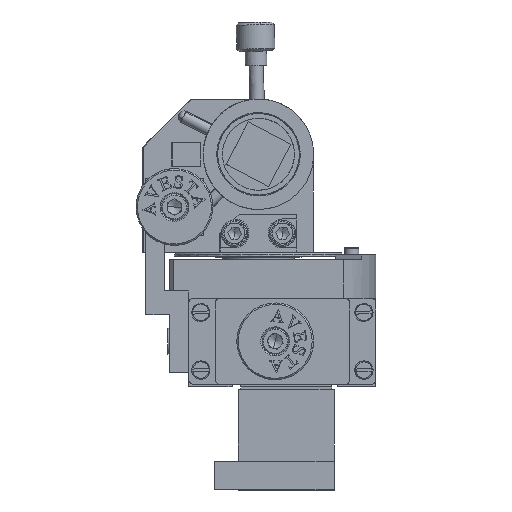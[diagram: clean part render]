
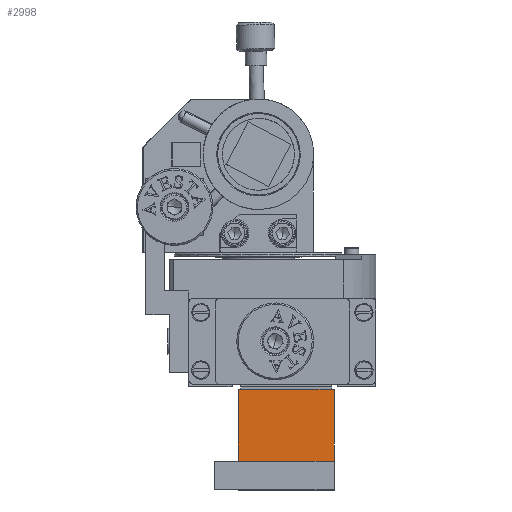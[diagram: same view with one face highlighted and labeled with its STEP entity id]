
A CAD part, front view. The second image highlights one B-rep face of the part: STEP entity #2998.
In plain terms, the highlighted free-form (B-spline) face has degree [1, 1] with [2, 2] control points.
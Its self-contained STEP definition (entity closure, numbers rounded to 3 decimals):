
#1050=B_SPLINE_SURFACE_WITH_KNOTS('',1,1,((#75260,#75261),(#75262,#75263)),
 .UNSPECIFIED.,.F.,.F.,.F.,(2,2),(2,2),(-2.22,23.22),(9.78,71.22),
 .UNSPECIFIED.);
#1052=B_SPLINE_SURFACE_WITH_KNOTS('',1,1,((#75268,#75269),(#75270,#75271)),
 .UNSPECIFIED.,.F.,.F.,.F.,(2,2),(2,2),(-12.12,12.12),(-12.62,
17.62),.UNSPECIFIED.);
#1059=B_SPLINE_SURFACE_WITH_KNOTS('',1,1,((#75512,#75513),(#75514,#75515)),
 .UNSPECIFIED.,.F.,.F.,.F.,(2,2),(2,2),(-2.12,22.12),(-1.62,
16.62),.UNSPECIFIED.);
#1064=B_SPLINE_SURFACE_WITH_KNOTS('',1,1,((#75532,#75533),(#75534,#75535)),
 .UNSPECIFIED.,.F.,.F.,.F.,(2,2),(2,2),(-23.22,2.22),(-72.72,6.72),
 .UNSPECIFIED.);
#1065=B_SPLINE_SURFACE_WITH_KNOTS('',1,1,((#75536,#75537),(#75538,#75539)),
 .UNSPECIFIED.,.F.,.F.,.F.,(2,2),(2,2),(-16.72,26.72),(-12.12,
12.12),.UNSPECIFIED.);
#2998=ADVANCED_FACE('',(#4486),#1059,.T.);
#4486=FACE_OUTER_BOUND('',#6142,.T.);
#6142=EDGE_LOOP('',(#13296,#13297,#13298,#13299));
#13296=ORIENTED_EDGE('',*,*,#48276,.T.);
#13297=ORIENTED_EDGE('',*,*,#48277,.T.);
#13298=ORIENTED_EDGE('',*,*,#48226,.F.);
#13299=ORIENTED_EDGE('',*,*,#48238,.F.);
#21254=PCURVE('',#1050,#29332);
#21270=PCURVE('',#1052,#29348);
#21374=PCURVE('',#1059,#29452);
#21375=PCURVE('',#1059,#29453);
#21376=PCURVE('',#1059,#29454);
#21377=PCURVE('',#1059,#29455);
#21405=PCURVE('',#1064,#29483);
#21406=PCURVE('',#1065,#29484);
#29332=DEFINITIONAL_REPRESENTATION('',(#39095),#116110);
#29348=DEFINITIONAL_REPRESENTATION('',(#39122),#116110);
#29452=DEFINITIONAL_REPRESENTATION('',(#39245),#116110);
#29453=DEFINITIONAL_REPRESENTATION('',(#39247),#116110);
#29454=DEFINITIONAL_REPRESENTATION('',(#39248),#116110);
#29455=DEFINITIONAL_REPRESENTATION('',(#39249),#116110);
#29483=DEFINITIONAL_REPRESENTATION('',(#39283),#116110);
#29484=DEFINITIONAL_REPRESENTATION('',(#39284),#116110);
#39094=B_SPLINE_CURVE_WITH_KNOTS('',1,(#99331,#99332),.UNSPECIFIED.,.F.,
 .F.,(2,2),(0.,15.),.UNSPECIFIED.);
#39095=B_SPLINE_CURVE_WITH_KNOTS('',1,(#99333,#99334),.UNSPECIFIED.,.F.,
 .F.,(2,2),(0.,15.),.UNSPECIFIED.);
#39121=B_SPLINE_CURVE_WITH_KNOTS('',1,(#99388,#99389),.UNSPECIFIED.,.F.,
 .F.,(2,2),(0.,20.),.UNSPECIFIED.);
#39122=B_SPLINE_CURVE_WITH_KNOTS('',1,(#99390,#99391),.UNSPECIFIED.,.F.,
 .F.,(2,2),(0.,20.),.UNSPECIFIED.);
#39244=B_SPLINE_CURVE_WITH_KNOTS('',1,(#99727,#99728),.UNSPECIFIED.,.F.,
 .F.,(2,2),(-15.,0.),.UNSPECIFIED.);
#39245=B_SPLINE_CURVE_WITH_KNOTS('',1,(#99729,#99730),.UNSPECIFIED.,.F.,
 .F.,(2,2),(-15.,0.),.UNSPECIFIED.);
#39246=B_SPLINE_CURVE_WITH_KNOTS('',1,(#99731,#99732),.UNSPECIFIED.,.F.,
 .F.,(2,2),(-20.,0.),.UNSPECIFIED.);
#39247=B_SPLINE_CURVE_WITH_KNOTS('',1,(#99733,#99734),.UNSPECIFIED.,.F.,
 .F.,(2,2),(-20.,0.),.UNSPECIFIED.);
#39248=B_SPLINE_CURVE_WITH_KNOTS('',1,(#99735,#99736),.UNSPECIFIED.,.F.,
 .F.,(2,2),(0.,15.),.UNSPECIFIED.);
#39249=B_SPLINE_CURVE_WITH_KNOTS('',1,(#99737,#99738),.UNSPECIFIED.,.F.,
 .F.,(2,2),(0.,20.),.UNSPECIFIED.);
#39283=B_SPLINE_CURVE_WITH_KNOTS('',1,(#99815,#99816),.UNSPECIFIED.,.F.,
 .F.,(2,2),(-15.,0.),.UNSPECIFIED.);
#39284=B_SPLINE_CURVE_WITH_KNOTS('',1,(#99817,#99818),.UNSPECIFIED.,.F.,
 .F.,(2,2),(-20.,0.),.UNSPECIFIED.);
#44023=SURFACE_CURVE('',#39094,(#21254,#21376),.PCURVE_S1.);
#44035=SURFACE_CURVE('',#39121,(#21270,#21377),.PCURVE_S1.);
#44073=SURFACE_CURVE('',#39244,(#21374,#21405),.PCURVE_S1.);
#44074=SURFACE_CURVE('',#39246,(#21375,#21406),.PCURVE_S1.);
#48226=EDGE_CURVE('',#53697,#53698,#44023,.T.);
#48238=EDGE_CURVE('',#53707,#53697,#44035,.T.);
#48276=EDGE_CURVE('',#53707,#53735,#44073,.T.);
#48277=EDGE_CURVE('',#53735,#53698,#44074,.T.);
#53697=VERTEX_POINT('',#77433);
#53698=VERTEX_POINT('',#77434);
#53707=VERTEX_POINT('',#77443);
#53735=VERTEX_POINT('',#77471);
#75260=CARTESIAN_POINT('',(-6.347,-27.609,-0.151));
#75261=CARTESIAN_POINT('',(-6.347,33.831,-0.151));
#75262=CARTESIAN_POINT('',(-6.347,-27.609,25.289));
#75263=CARTESIAN_POINT('',(-6.347,33.831,25.289));
#75268=CARTESIAN_POINT('',(16.273,-39.509,8.069));
#75269=CARTESIAN_POINT('',(-13.967,-39.509,8.069));
#75270=CARTESIAN_POINT('',(16.273,-15.269,8.069));
#75271=CARTESIAN_POINT('',(-13.967,-15.269,8.069));
#75512=CARTESIAN_POINT('',(15.773,-17.389,24.689));
#75513=CARTESIAN_POINT('',(15.773,-17.389,6.449));
#75514=CARTESIAN_POINT('',(-8.467,-17.389,24.689));
#75515=CARTESIAN_POINT('',(-8.467,-17.389,6.449));
#75532=CARTESIAN_POINT('',(13.653,-44.109,25.289));
#75533=CARTESIAN_POINT('',(13.653,35.331,25.289));
#75534=CARTESIAN_POINT('',(13.653,-44.109,-0.151));
#75535=CARTESIAN_POINT('',(13.653,35.331,-0.151));
#75536=CARTESIAN_POINT('',(15.773,-21.109,23.069));
#75537=CARTESIAN_POINT('',(-8.467,-21.109,23.069));
#75538=CARTESIAN_POINT('',(15.773,22.331,23.069));
#75539=CARTESIAN_POINT('',(-8.467,22.331,23.069));
#77433=CARTESIAN_POINT('',(-6.347,-17.389,8.069));
#77434=CARTESIAN_POINT('',(-6.347,-17.389,23.069));
#77443=CARTESIAN_POINT('',(13.653,-17.389,8.069));
#77471=CARTESIAN_POINT('',(13.653,-17.389,23.069));
#99331=CARTESIAN_POINT('',(-6.347,-17.389,8.069));
#99332=CARTESIAN_POINT('',(-6.347,-17.389,23.069));
#99333=CARTESIAN_POINT('',(6.,20.));
#99334=CARTESIAN_POINT('',(21.,20.));
#99388=CARTESIAN_POINT('',(13.653,-17.389,8.069));
#99389=CARTESIAN_POINT('',(-6.347,-17.389,8.069));
#99390=CARTESIAN_POINT('',(10.,-10.));
#99391=CARTESIAN_POINT('',(10.,10.));
#99727=CARTESIAN_POINT('',(13.653,-17.389,8.069));
#99728=CARTESIAN_POINT('',(13.653,-17.389,23.069));
#99729=CARTESIAN_POINT('',(0.,15.));
#99730=CARTESIAN_POINT('',(0.,0.));
#99731=CARTESIAN_POINT('',(13.653,-17.389,23.069));
#99732=CARTESIAN_POINT('',(-6.347,-17.389,23.069));
#99733=CARTESIAN_POINT('',(0.,0.));
#99734=CARTESIAN_POINT('',(20.,0.));
#99735=CARTESIAN_POINT('',(20.,15.));
#99736=CARTESIAN_POINT('',(20.,0.));
#99737=CARTESIAN_POINT('',(0.,15.));
#99738=CARTESIAN_POINT('',(20.,15.));
#99815=CARTESIAN_POINT('',(-6.,-46.));
#99816=CARTESIAN_POINT('',(-21.,-46.));
#99817=CARTESIAN_POINT('',(-13.,-10.));
#99818=CARTESIAN_POINT('',(-13.,10.));
#116110=(
GEOMETRIC_REPRESENTATION_CONTEXT(2)
PARAMETRIC_REPRESENTATION_CONTEXT()
REPRESENTATION_CONTEXT('pspace','')
);
